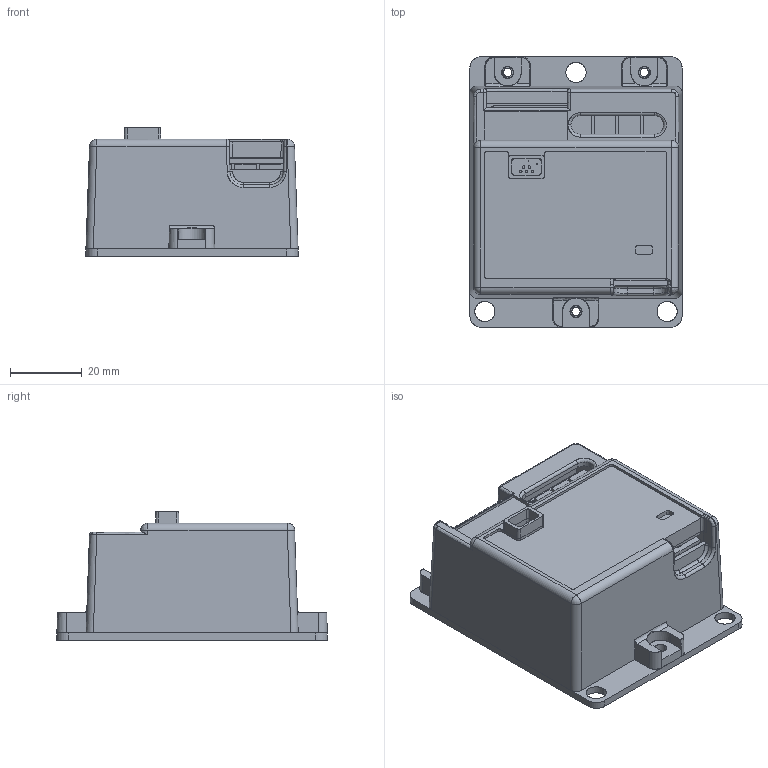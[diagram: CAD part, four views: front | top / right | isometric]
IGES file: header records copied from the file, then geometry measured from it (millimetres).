
Start section: SolidWorks IGES file using analytic representation for surfaces
Global section: file name: Micro ADC envelope.IGS; native system: SolidWorks 2013; preprocessor: SolidWorks 2013; author: Steve; date: 130716.114237; units: inch
Bounding box: 59.18 x 75.46 x 35.81 mm (x, y, z)
Surface area: 36394.2 mm2 (no closed solid volume)
Topology: 0 solids, 0 shells, 301 faces, 14139 edges, 14133 vertices
Faces by surface type: bspline 174, revolution 127
